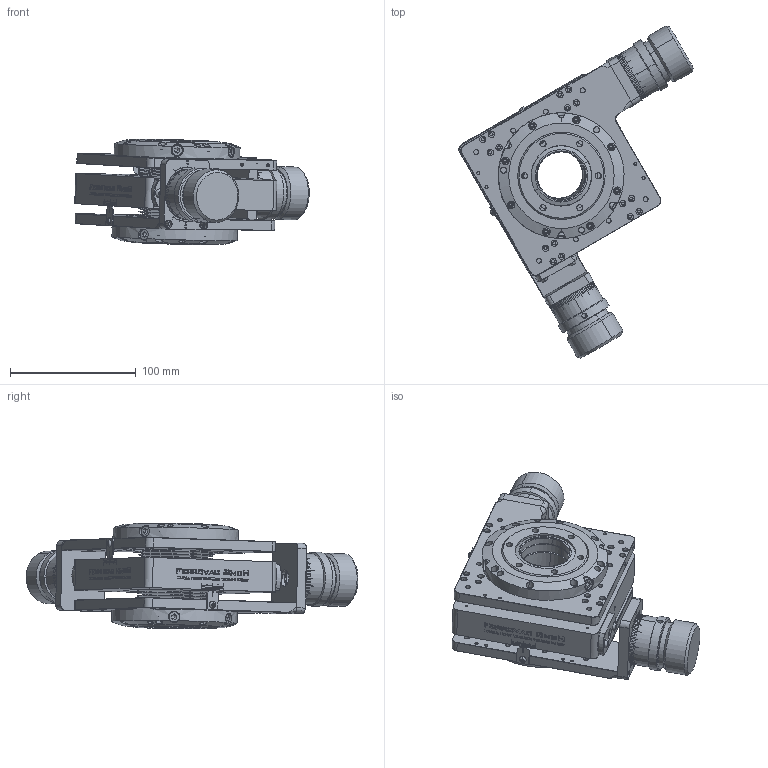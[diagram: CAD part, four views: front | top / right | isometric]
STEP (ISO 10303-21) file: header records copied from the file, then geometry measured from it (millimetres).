
FILE_DESCRIPTION(('CATIA V5 STEP Exchange'),'2;1');
FILE_NAME('MXY40CF40TCF40TXY10.stp','2018-02-16T16:23:00+00:00',('none'),('none'),'CATIA Version 5 Release 20 SP 7 (IN-10)','CATIA V5 STEP AP214','none');
FILE_SCHEMA(('AUTOMOTIVE_DESIGN { 1 0 10303 214 1 1 1 1 }'));
Products named in the file (38): MXY40CF40TCF40TXY10; MXY40TBL; MXY40TBLCENTER; 22881; 22888; 63577; 10104012; 17102006; 41104012; MXY40TBLTOP; 22651; 22652; 22880; 22882; 22887; 22889; 63578; 63577_Wagen; 63579; 10103004; 17102008; 17103016CLN; 38102514; 41103006; 17103010; MXEBCF40TCF40RT_70; MITKOPIEREN - EINGABE - Dimensionierung ges. Einheit_1; MITKOPIEREN - Endplatte für CF63; MITKOPIEREN - Endplatte 2_1; BASECF40T; TOPCF40RT; MXYMIKRO40; 22883; 22886; 63203; 10104008_CLN.1; 22272; 17105010_CLN
Assembly tree (131 placements, depth 4):
  MXY40CF40TCF40TXY10
    MXY40TBL
      MXY40TBLCENTER
        22881
        22888  x2
        63577  x4
        10104012  x4
        17102006  x32
        41104012  x4
      MXY40TBLTOP  x2
        22651
        22652
        22880
        22882
        22887
        22889
        63578
        63577_Wagen
        63579
        10103004
        17102008
        17103016CLN
        38102514
        41103006
        17103010
    MXEBCF40TCF40RT_70
      MITKOPIEREN - EINGABE - Dimensionierung ges. Einheit_1
      MITKOPIEREN - Endplatte für CF63
      MITKOPIEREN - Endplatte 2_1
      BASECF40T
      TOPCF40RT
    MXYMIKRO40  x2
      22883
      22886
      63203
      10104008_CLN.1
    22272  x2
    17105010_CLN  x8
    17103016CLN  x16
Bounding box: 186.55 x 264.19 x 84.31 mm (x, y, z)
Volume: 708558.8 mm3; surface area: 299839.8 mm2
Topology: 357 solids, 357 shells, 5856 faces, 14634 edges, 9622 vertices
Faces by surface type: plane 4454, cylinder 906, cone 388, torus 82, bspline 26
Entity records: 124104 total; most frequent: CARTESIAN_POINT 24360, ORIENTED_EDGE 21458, DIRECTION 16666, EDGE_CURVE 10729, VECTOR 9333, LINE 9333, VERTEX_POINT 7103, EDGE_LOOP 4616
